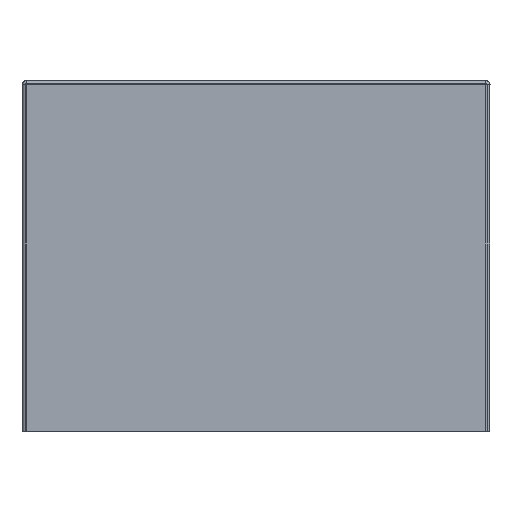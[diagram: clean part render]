
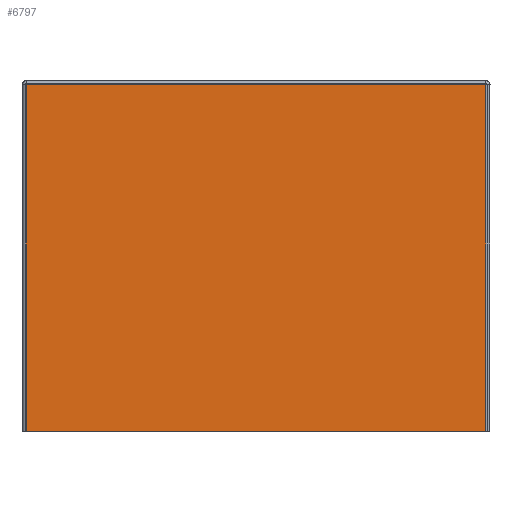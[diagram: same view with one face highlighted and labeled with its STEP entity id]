
A CAD part, front view. The second image highlights one B-rep face of the part: STEP entity #6797.
In plain terms, the highlighted planar face has unit normal (0, -1, 0).
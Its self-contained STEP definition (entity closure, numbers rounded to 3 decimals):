
#6267=CARTESIAN_POINT('',(-393.,-900.0,0.0));
#6268=VERTEX_POINT('',#6267);
#6318=CARTESIAN_POINT('',(393.,-900.0,0.0));
#6319=VERTEX_POINT('',#6318);
#6327=CARTESIAN_POINT('',(393.,-900.0,0.0));
#6328=DIRECTION('',(-1.0,0.0,0.0));
#6329=VECTOR('',#6328,786.);
#6330=LINE('',#6327,#6329);
#6331=EDGE_CURVE('',#6319,#6268,#6330,.T.);
#6602=CARTESIAN_POINT('',(393.,-900.0,593.0));
#6603=VERTEX_POINT('',#6602);
#6604=CARTESIAN_POINT('',(393.,-900.0,593.0));
#6605=DIRECTION('',(0.0,0.0,-1.0));
#6606=VECTOR('',#6605,593.0);
#6607=LINE('',#6604,#6606);
#6608=EDGE_CURVE('',#6603,#6319,#6607,.T.);
#6661=CARTESIAN_POINT('',(-393.,-900.0,593.0));
#6662=VERTEX_POINT('',#6661);
#6663=CARTESIAN_POINT('',(-393.,-900.0,593.0));
#6664=DIRECTION('',(0.0,0.0,-1.0));
#6665=VECTOR('',#6664,593.0);
#6666=LINE('',#6663,#6665);
#6667=EDGE_CURVE('',#6662,#6268,#6666,.T.);
#6781=CARTESIAN_POINT('',(400.0,-900.0,600.0));
#6782=DIRECTION('',(0.0,-1.0,0.0));
#6783=DIRECTION('',(0.0,0.0,-1.0));
#6784=AXIS2_PLACEMENT_3D('',#6781,#6782,#6783);
#6785=PLANE('',#6784);
#6786=ORIENTED_EDGE('',*,*,#6667,.T.);
#6787=ORIENTED_EDGE('',*,*,#6331,.F.);
#6788=ORIENTED_EDGE('',*,*,#6608,.F.);
#6789=CARTESIAN_POINT('',(393.,-900.0,593.0));
#6790=DIRECTION('',(-1.0,0.0,0.0));
#6791=VECTOR('',#6790,786.);
#6792=LINE('',#6789,#6791);
#6793=EDGE_CURVE('',#6603,#6662,#6792,.T.);
#6794=ORIENTED_EDGE('',*,*,#6793,.T.);
#6795=EDGE_LOOP('',(#6786,#6787,#6788,#6794));
#6796=FACE_OUTER_BOUND('',#6795,.T.);
#6797=ADVANCED_FACE('',(#6796),#6785,.T.);
